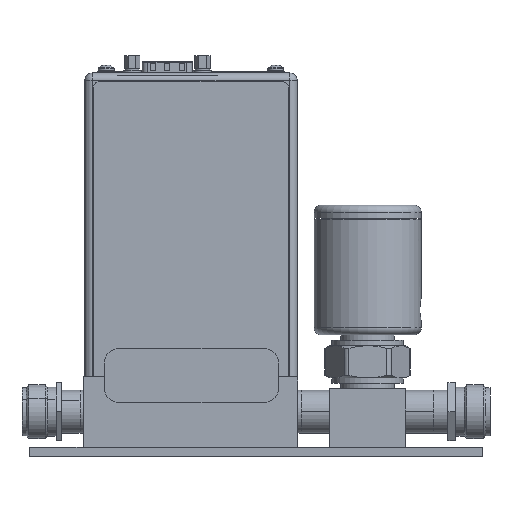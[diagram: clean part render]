
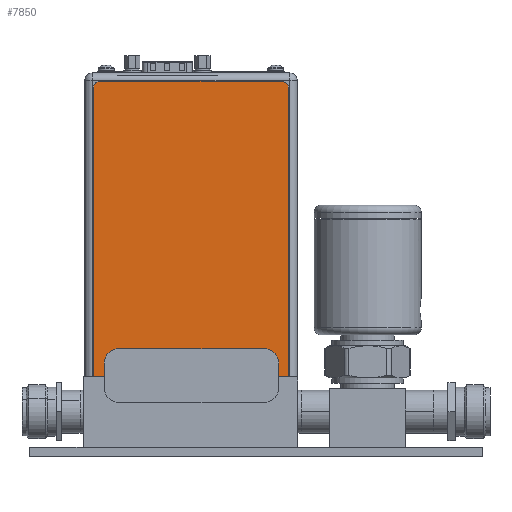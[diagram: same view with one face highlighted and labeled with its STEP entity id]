
A CAD part, top view. The second image highlights one B-rep face of the part: STEP entity #7850.
In plain terms, the highlighted planar face has unit normal (0, 0, 1).
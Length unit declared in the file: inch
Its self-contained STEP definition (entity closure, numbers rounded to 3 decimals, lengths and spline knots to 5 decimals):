
#7671=DIRECTION('',(0.,1.,0.));
#7672=VECTOR('',#7671,4.04);
#7673=CARTESIAN_POINT('',(2.73,0.,0.004));
#7674=LINE('',#7673,#7672);
#7679=DIRECTION('',(1.,0.,0.));
#7680=VECTOR('',#7679,2.73);
#7681=CARTESIAN_POINT('',(0.,0.,0.004));
#7682=LINE('',#7681,#7680);
#7683=DIRECTION('',(0.,-1.,0.));
#7684=VECTOR('',#7683,4.04);
#7685=CARTESIAN_POINT('',(0.,4.04,0.004));
#7686=LINE('',#7685,#7684);
#7695=DIRECTION('',(-1.,0.,0.));
#7696=VECTOR('',#7695,2.53);
#7697=CARTESIAN_POINT('',(2.63,4.14,0.004));
#7698=LINE('',#7697,#7696);
#7699=CARTESIAN_POINT('',(2.63,4.04,0.004));
#7700=DIRECTION('',(0.,0.,-1.));
#7701=DIRECTION('',(0.,1.,0.));
#7702=AXIS2_PLACEMENT_3D('',#7699,#7700,#7701);
#7704=CARTESIAN_POINT('',(0.1,4.04,0.004));
#7705=DIRECTION('',(0.,0.,-1.));
#7706=DIRECTION('',(-1.,0.,0.));
#7707=AXIS2_PLACEMENT_3D('',#7704,#7705,#7706);
#7721=CARTESIAN_POINT('',(2.73,4.04,0.004));
#7722=VERTEX_POINT('',#7721);
#7723=CARTESIAN_POINT('',(2.63,4.14,0.004));
#7724=VERTEX_POINT('',#7723);
#7725=CARTESIAN_POINT('',(2.73,0.,0.004));
#7726=VERTEX_POINT('',#7725);
#7727=CARTESIAN_POINT('',(0.,0.,0.004));
#7728=VERTEX_POINT('',#7727);
#7729=CARTESIAN_POINT('',(0.,4.04,0.004));
#7730=VERTEX_POINT('',#7729);
#7731=CARTESIAN_POINT('',(0.1,4.14,0.004));
#7732=VERTEX_POINT('',#7731);
#7837=CARTESIAN_POINT('',(0.,0.,0.004));
#7838=DIRECTION('',(0.,0.,1.));
#7839=DIRECTION('',(1.,0.,0.));
#7840=AXIS2_PLACEMENT_3D('',#7837,#7838,#7839);
#7841=PLANE('',#7840);
#7842=ORIENTED_EDGE('',*,*,#7761,.T.);
#7843=ORIENTED_EDGE('',*,*,#7777,.F.);
#7844=ORIENTED_EDGE('',*,*,#7790,.F.);
#7845=ORIENTED_EDGE('',*,*,#7803,.F.);
#7846=ORIENTED_EDGE('',*,*,#7818,.T.);
#7847=ORIENTED_EDGE('',*,*,#7830,.F.);
#7848=EDGE_LOOP('',(#7842,#7843,#7844,#7845,#7846,#7847));
#7849=FACE_OUTER_BOUND('',#7848,.F.);
#7850=ADVANCED_FACE('',(#7849),#7841,.T.);
#7703=CIRCLE('',#7702,0.1);
#7708=CIRCLE('',#7707,0.1);
#7761=EDGE_CURVE('',#7724,#7722,#7703,.T.);
#7777=EDGE_CURVE('',#7726,#7722,#7674,.T.);
#7790=EDGE_CURVE('',#7728,#7726,#7682,.T.);
#7803=EDGE_CURVE('',#7730,#7728,#7686,.T.);
#7818=EDGE_CURVE('',#7730,#7732,#7708,.T.);
#7830=EDGE_CURVE('',#7724,#7732,#7698,.T.);
